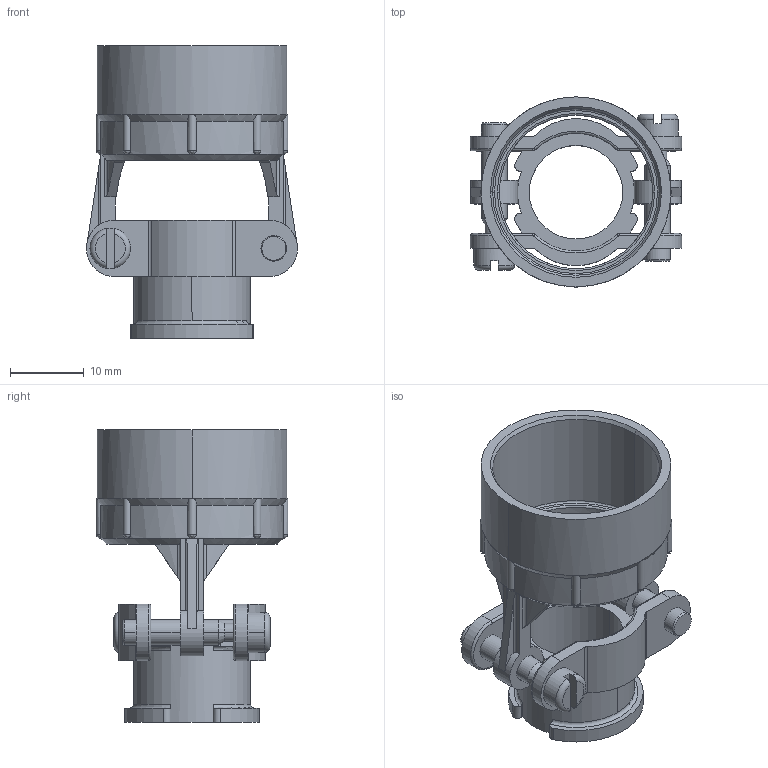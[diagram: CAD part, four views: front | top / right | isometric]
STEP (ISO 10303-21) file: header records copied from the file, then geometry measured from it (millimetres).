
FILE_DESCRIPTION((''),'2;1');
FILE_NAME('UT016AC-CATALOGUE','2010-11-25T',('Gsineau'),('SOURIAU'),'PRO/ENGINEER BY PARAMETRIC TECHNOLOGY CORPORATION, 2010140','PRO/ENGINEER BY PARAMETRIC TECHNOLOGY CORPORATION, 2010140','');
FILE_SCHEMA(('CONFIG_CONTROL_DESIGN'));
Length unit declared in the file: millimetre
Products named in the file (1): UT016AC-CATALOGUE
Bounding box: 28.7 x 26 x 39.69 mm (x, y, z)
Volume: 4174.4 mm3; surface area: 5997.3 mm2
Topology: 1 solids, 1 shells, 254 faces, 655 edges, 409 vertices
Faces by surface type: cylinder 106, plane 92, cone 20, torus 20, bspline 16
Entity records: 8610 total; most frequent: CARTESIAN_POINT 2368, DIRECTION 1334, ORIENTED_EDGE 1310, EDGE_CURVE 655, AXIS2_PLACEMENT_3D 541, VERTEX_POINT 409, CIRCLE 303, EDGE_LOOP 274
